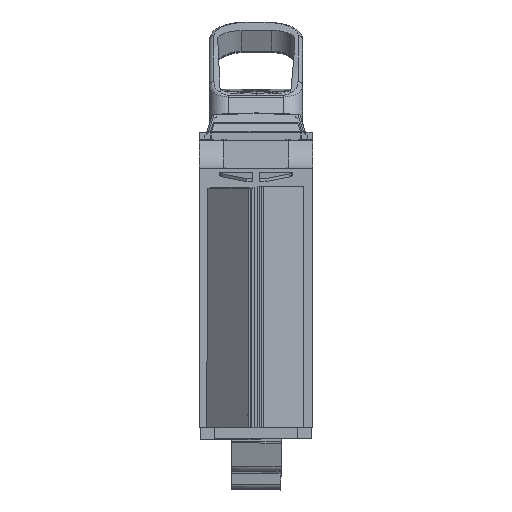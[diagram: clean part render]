
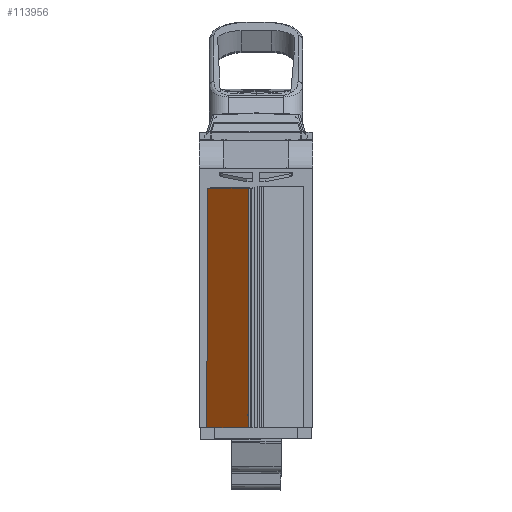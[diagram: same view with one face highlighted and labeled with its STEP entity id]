
A CAD part, top view. The second image highlights one B-rep face of the part: STEP entity #113956.
In plain terms, the highlighted planar face has unit normal (-0.687, -0.003, 0.726).
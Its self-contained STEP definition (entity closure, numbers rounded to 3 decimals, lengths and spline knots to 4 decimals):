
#112592=DIRECTION('',(-0.726,0.002,-0.687));
#112593=VECTOR('',#112592,0.9656);
#112594=CARTESIAN_POINT('',(2.8328,19.5598,
9.7579));
#112595=LINE('',#112594,#112593);
#112644=DIRECTION('',(-0.003,-1.,
-0.006));
#112645=VECTOR('',#112644,4.0412);
#112646=CARTESIAN_POINT('',(2.1437,23.6032,
9.1203));
#112647=LINE('',#112646,#112645);
#112967=DIRECTION('',(-0.726,0.005,-0.687));
#112968=VECTOR('',#112967,0.9486);
#112969=CARTESIAN_POINT('',(2.8327,23.5981,
9.7723));
#112970=LINE('',#112969,#112968);
#112987=DIRECTION('',(-0.331,-0.889,
-0.316));
#112988=VECTOR('',#112987,0.0481);
#112989=CARTESIAN_POINT('',(2.8274,19.8045,
9.7536));
#112990=LINE('',#112989,#112988);
#112991=CARTESIAN_POINT('',(2.8115,19.7617,
9.7384));
#112992=CARTESIAN_POINT('',(2.8117,19.7616,
9.7386));
#112993=CARTESIAN_POINT('',(2.8121,19.7613,
9.7389));
#112994=CARTESIAN_POINT('',(2.8126,19.7613,
9.7395));
#112995=CARTESIAN_POINT('',(2.8131,19.7613,
9.74));
#112996=CARTESIAN_POINT('',(2.8137,19.7613,
9.7405));
#112997=CARTESIAN_POINT('',(2.8143,19.7613,
9.741));
#112998=CARTESIAN_POINT('',(2.8149,19.7614,
9.7416));
#112999=CARTESIAN_POINT('',(2.8156,19.7615,
9.7422));
#113000=CARTESIAN_POINT('',(2.8163,19.7617,
9.7429));
#113001=CARTESIAN_POINT('',(2.817,19.7619,
9.7436));
#113002=CARTESIAN_POINT('',(2.8178,19.7622,
9.7444));
#113003=CARTESIAN_POINT('',(2.8187,19.7626,
9.7452));
#113004=CARTESIAN_POINT('',(2.8196,19.763,
9.7461));
#113005=CARTESIAN_POINT('',(2.8206,19.7636,
9.747));
#113006=CARTESIAN_POINT('',(2.8217,19.7643,
9.748));
#113007=CARTESIAN_POINT('',(2.8228,19.7652,
9.7491));
#113008=CARTESIAN_POINT('',(2.8239,19.7663,
9.7502));
#113009=CARTESIAN_POINT('',(2.8251,19.7676,
9.7513));
#113010=CARTESIAN_POINT('',(2.8263,19.7693,
9.7525));
#113011=CARTESIAN_POINT('',(2.8274,19.7713,
9.7535));
#113012=CARTESIAN_POINT('',(2.8284,19.7738,
9.7544));
#113013=CARTESIAN_POINT('',(2.8291,19.7766,
9.7551));
#113014=CARTESIAN_POINT('',(2.8292,19.7788,
9.7552));
#113015=CARTESIAN_POINT('',(2.8292,19.7801,
9.7552));
#113017=CARTESIAN_POINT('',(2.8292,19.7801,
9.7552));
#113018=CARTESIAN_POINT('',(2.8292,19.7809,
9.7552));
#113019=CARTESIAN_POINT('',(2.8291,19.7824,
9.7551));
#113020=CARTESIAN_POINT('',(2.829,19.7846,
9.7551));
#113021=CARTESIAN_POINT('',(2.829,19.7867,
9.755));
#113022=CARTESIAN_POINT('',(2.8289,19.7886,
9.755));
#113023=CARTESIAN_POINT('',(2.8288,19.7903,
9.7549));
#113024=CARTESIAN_POINT('',(2.8288,19.792,
9.7548));
#113025=CARTESIAN_POINT('',(2.8287,19.7935,
9.7548));
#113026=CARTESIAN_POINT('',(2.8286,19.7949,
9.7547));
#113027=CARTESIAN_POINT('',(2.8285,19.7962,
9.7546));
#113028=CARTESIAN_POINT('',(2.8285,19.7974,
9.7546));
#113029=CARTESIAN_POINT('',(2.8284,19.7985,
9.7545));
#113030=CARTESIAN_POINT('',(2.8283,19.7995,
9.7545));
#113031=CARTESIAN_POINT('',(2.8283,19.8005,
9.7544));
#113032=CARTESIAN_POINT('',(2.8282,19.8014,
9.7543));
#113033=CARTESIAN_POINT('',(2.8281,19.8022,
9.7542));
#113034=CARTESIAN_POINT('',(2.828,19.803,
9.7542));
#113035=CARTESIAN_POINT('',(2.8279,19.8036,
9.7541));
#113036=CARTESIAN_POINT('',(2.8278,19.8044,
9.754));
#113037=CARTESIAN_POINT('',(2.8276,19.8045,
9.7537));
#113038=CARTESIAN_POINT('',(2.8274,19.8045,
9.7536));
#113040=DIRECTION('',(0.,1.,0.004));
#113041=VECTOR('',#113040,4.0384);
#113042=CARTESIAN_POINT('',(2.8328,19.5598,
9.7579));
#113043=LINE('',#113042,#113041);
#113215=CARTESIAN_POINT('',(2.8328,19.5598,
9.7579));
#113217=VERTEX_POINT('',#113215);
#113229=CARTESIAN_POINT('',(2.8327,23.5981,
9.7723));
#113231=VERTEX_POINT('',#113229);
#113240=CARTESIAN_POINT('',(2.8274,19.8045,
9.7536));
#113241=CARTESIAN_POINT('',(2.8115,19.7617,
9.7384));
#113242=VERTEX_POINT('',#113240);
#113243=VERTEX_POINT('',#113241);
#113244=VERTEX_POINT('',#113015);
#113245=CARTESIAN_POINT('',(2.1437,23.6032,
9.1203));
#113246=CARTESIAN_POINT('',(2.1315,19.5621,
9.0942));
#113247=VERTEX_POINT('',#113245);
#113248=VERTEX_POINT('',#113246);
#113937=CARTESIAN_POINT('',(2.8328,19.5598,
9.7579));
#113938=DIRECTION('',(-0.687,-0.003,0.726));
#113939=DIRECTION('',(-0.726,0.002,-0.687));
#113940=AXIS2_PLACEMENT_3D('',#113937,#113938,#113939);
#113941=PLANE('',#113940);
#113942=ORIENTED_EDGE('',*,*,#113471,.F.);
#113943=ORIENTED_EDGE('',*,*,#113844,.F.);
#113944=ORIENTED_EDGE('',*,*,#113923,.F.);
#113945=ORIENTED_EDGE('',*,*,#113425,.T.);
#113946=EDGE_LOOP('',(#113942,#113943,#113944,#113945));
#113947=FACE_OUTER_BOUND('',#113946,.F.);
#113949=ORIENTED_EDGE('',*,*,#113948,.T.);
#113951=ORIENTED_EDGE('',*,*,#113950,.T.);
#113953=ORIENTED_EDGE('',*,*,#113952,.T.);
#113954=EDGE_LOOP('',(#113949,#113951,#113953));
#113955=FACE_BOUND('',#113954,.F.);
#113016=B_SPLINE_CURVE_WITH_KNOTS('',3,(#112991,#112992,#112993,#112994,#112995,
#112996,#112997,#112998,#112999,#113000,#113001,#113002,#113003,#113004,#113005,
#113006,#113007,#113008,#113009,#113010,#113011,#113012,#113013,#113014,
#113015),.UNSPECIFIED.,.F.,.F.,(4,1,1,1,1,1,1,1,1,1,1,1,1,1,1,1,1,1,1,1,1,1,4),(
0.,0.0455,0.0909,0.1364,0.1818,
0.2273,0.2727,0.3182,0.3636,
0.4091,0.4545,0.5,0.5455,0.5909,
0.6364,0.6818,0.7273,0.7727,
0.8182,0.8636,0.9091,0.9545,1.),
.UNSPECIFIED.);
#113039=B_SPLINE_CURVE_WITH_KNOTS('',3,(#113017,#113018,#113019,#113020,#113021,
#113022,#113023,#113024,#113025,#113026,#113027,#113028,#113029,#113030,#113031,
#113032,#113033,#113034,#113035,#113036,#113037,#113038),.UNSPECIFIED.,.F.,.F.,(
4,1,1,1,1,1,1,1,1,1,1,1,1,1,1,1,1,1,1,4),(0.,0.0526,
0.1053,0.1579,0.2105,0.2632,
0.3158,0.3684,0.4211,0.4737,
0.5263,0.5789,0.6316,0.6842,
0.7368,0.7895,0.8421,0.8947,
0.9474,1.),.UNSPECIFIED.);
#113425=EDGE_CURVE('',#113217,#113248,#112595,.T.);
#113471=EDGE_CURVE('',#113247,#113248,#112647,.T.);
#113844=EDGE_CURVE('',#113231,#113247,#112970,.T.);
#113923=EDGE_CURVE('',#113217,#113231,#113043,.T.);
#113948=EDGE_CURVE('',#113242,#113243,#112990,.T.);
#113950=EDGE_CURVE('',#113243,#113244,#113016,.T.);
#113952=EDGE_CURVE('',#113244,#113242,#113039,.T.);
#113956=ADVANCED_FACE('',(#113947,#113955),#113941,.T.);
